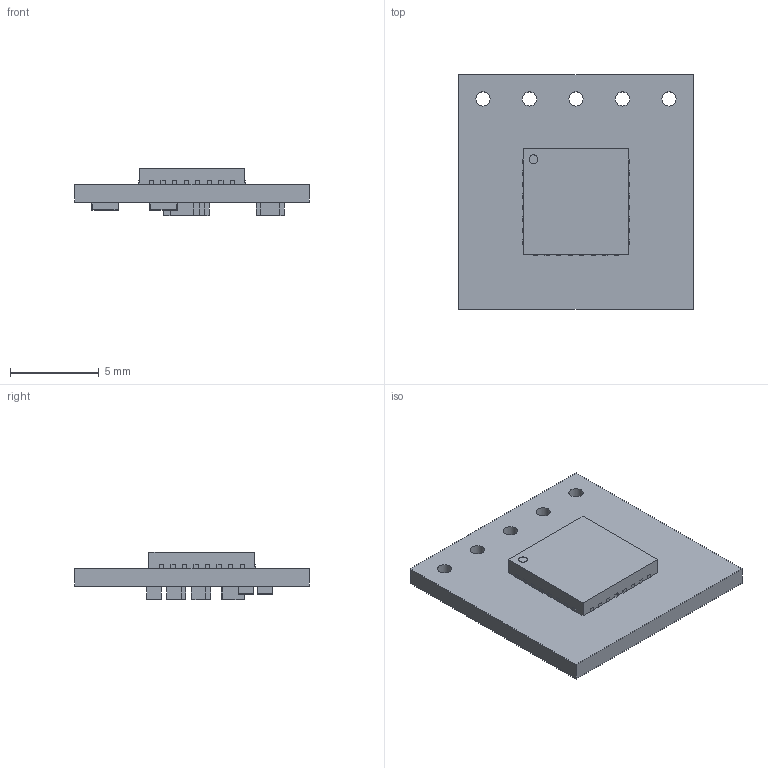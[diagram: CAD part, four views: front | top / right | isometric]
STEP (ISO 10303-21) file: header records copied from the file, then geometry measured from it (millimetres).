
FILE_DESCRIPTION(('FreeCAD Model'),'2;1');
FILE_NAME('AM4096_board.step', '2017-06-25T06:03:40',(''),(''),'Open CASCADE STEP processor 6.8', 'FreeCAD','Unknown');
FILE_SCHEMA(('AUTOMOTIVE_DESIGN_CC2 { 1 2 10303 214 -1 1 5 4 }'));
Length unit declared in the file: millimetre
Products named in the file (11): Pcb; C_0603_; C_0603_005; C_0603_001; C_0603_002; C_0603_003; C_0603_004; R_0603_001; R_0603_; C_0805_; QFN_32_1EP_6x6mm_Pitch065mm_
Bounding box: 13.25 x 13.25 x 2.7 mm (x, y, z)
Volume: 214.4 mm3; surface area: 563.1 mm2
Topology: 11 solids, 11 shells, 469 faces, 1293 edges, 862 vertices
Faces by surface type: plane 331, cylinder 138
Full cylindrical faces by diameter (mm): 0.5 x1, 0.8 x5
Entity records: 18230 total; most frequent: CARTESIAN_POINT 2625, ORIENTED_EDGE 2586, DIRECTION 2509, EDGE_CURVE 1293, LINE 1017, VECTOR 1017, VERTEX_POINT 862, AXIS2_PLACEMENT_3D 746
